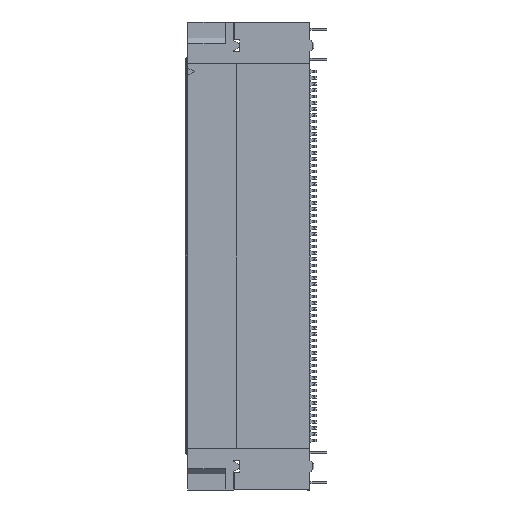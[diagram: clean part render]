
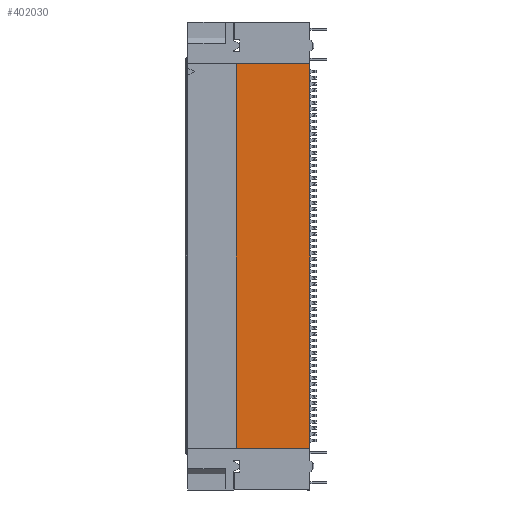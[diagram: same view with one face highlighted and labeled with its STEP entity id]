
A CAD part, left-side view. The second image highlights one B-rep face of the part: STEP entity #402030.
In plain terms, the highlighted planar face has unit normal (-1, 0, 0).
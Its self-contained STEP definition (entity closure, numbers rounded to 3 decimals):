
#14010=CARTESIAN_POINT('',(-6.923,5.231,20.175));
#14020=DIRECTION('',(0.,-1.,0.));
#14030=VECTOR('',#14020,1.);
#14040=LINE('',#14010,#14030);
#14050=CARTESIAN_POINT('',(-6.923,5.331,20.175));
#14060=VERTEX_POINT('',#14050);
#14070=CARTESIAN_POINT('',(-6.923,-4.119,20.175));
#14080=VERTEX_POINT('',#14070);
#14090=EDGE_CURVE('',#14060,#14080,#14040,.T.);
#199580=CARTESIAN_POINT('',(-6.923,-4.119,
-28.975));
#199590=VERTEX_POINT('',#199580);
#199620=CARTESIAN_POINT('',(-6.923,-4.119,
-8.6));
#199630=DIRECTION('',(0.,0.,-1.));
#199640=VECTOR('',#199630,1.);
#199650=LINE('',#199620,#199640);
#199660=EDGE_CURVE('',#14080,#199590,#199650,.T.);
#231050=CARTESIAN_POINT('',(-6.923,5.331,
-28.975));
#231060=VERTEX_POINT('',#231050);
#231180=CARTESIAN_POINT('',(-6.923,5.331,
3.393));
#231190=DIRECTION('',(0.,0.,1.));
#231200=VECTOR('',#231190,1.);
#231210=LINE('',#231180,#231200);
#231220=EDGE_CURVE('',#231060,#14060,#231210,.T.);
#401690=CARTESIAN_POINT('',(-6.923,5.231,
-28.975));
#401700=DIRECTION('',(0.,1.,0.));
#401710=VECTOR('',#401700,1.);
#401720=LINE('',#401690,#401710);
#401730=EDGE_CURVE('',#199590,#231060,#401720,.T.);
#401920=CARTESIAN_POINT('',(-6.923,-4.119,-28.608
));
#401930=DIRECTION('',(1.,-0.,0.));
#401940=DIRECTION('',(0.,0.,-1.));
#401950=AXIS2_PLACEMENT_3D('',#401920,#401930,#401940);
#401960=PLANE('',#401950);
#401970=ORIENTED_EDGE('',*,*,#401730,.F.);
#401980=ORIENTED_EDGE('',*,*,#231220,.F.);
#401990=ORIENTED_EDGE('',*,*,#14090,.F.);
#402000=ORIENTED_EDGE('',*,*,#199660,.F.);
#402010=EDGE_LOOP('',(#402000,#401990,#401980,#401970));
#402020=FACE_OUTER_BOUND('',#402010,.T.);
#402030=ADVANCED_FACE('',(#402020),#401960,.F.);
